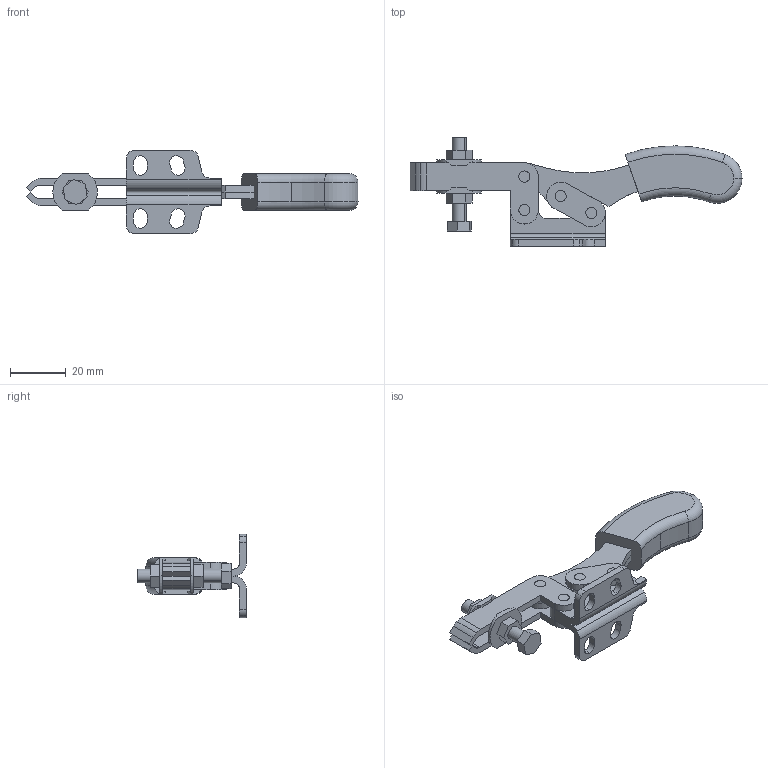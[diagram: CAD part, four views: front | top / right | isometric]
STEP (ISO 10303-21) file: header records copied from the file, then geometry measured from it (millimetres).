
FILE_DESCRIPTION((''),'2;1');
FILE_NAME('MH2UB.stp','2006-07-12T08:44:20',('Matthew'),(''),'Autodesk Inventor 8','Autodesk Inventor 8','');
FILE_SCHEMA(('AUTOMOTIVE_DESIGN { 1 0 10303 214 1 1 1 1 }'));
Length unit declared in the file: millimetre
Products named in the file (7): MH2UB; MH2UB1; MH2UB2; MH2UB3; MH2UB4; MH2UB5; MH2UB6
Assembly tree (6 placements, depth 2):
  MH2UB
    MH2UB1
    MH2UB2
    MH2UB3
    MH2UB4
    MH2UB5
    MH2UB6
Bounding box: 119 x 38.97 x 30 mm (x, y, z)
Volume: 19574.3 mm3; surface area: 13051.8 mm2
Topology: 7 solids, 7 shells, 261 faces, 687 edges, 454 vertices
Faces by surface type: bspline 96, plane 81, cylinder 76, torus 8
Entity records: 9069 total; most frequent: CARTESIAN_POINT 2445, ORIENTED_EDGE 1374, DIRECTION 1323, EDGE_CURVE 687, AXIS2_PLACEMENT_3D 458, VERTEX_POINT 454, VECTOR 407, LINE 407
